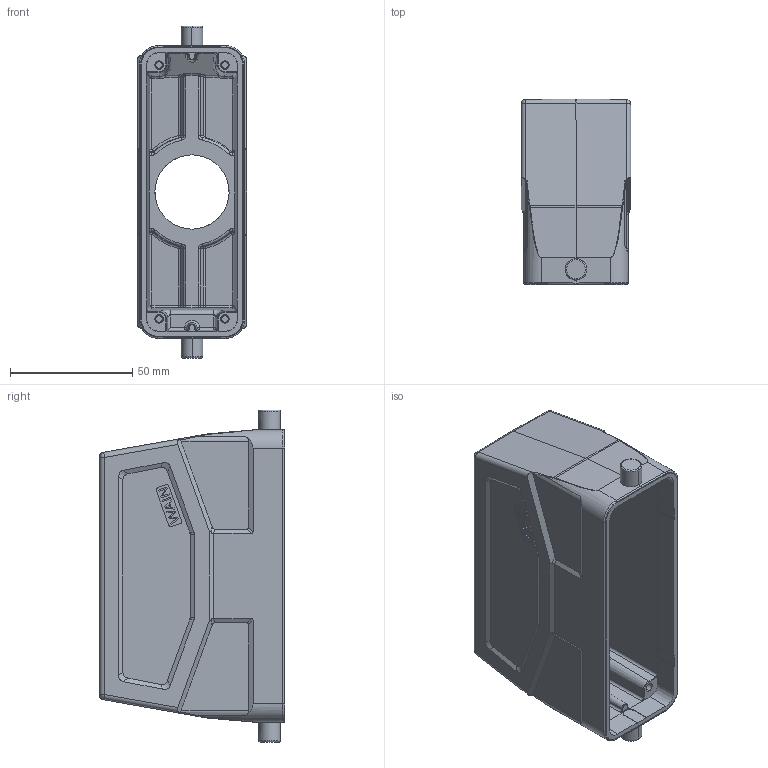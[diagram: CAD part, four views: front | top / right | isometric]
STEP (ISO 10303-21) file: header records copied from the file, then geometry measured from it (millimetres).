
FILE_DESCRIPTION((''),'2;1');
FILE_NAME('3D_1111244105001_W24B-TEH-2B-M3','2017-06-07T',('sh.ye'),(''),'PRO/ENGINEER BY PARAMETRIC TECHNOLOGY CORPORATION, 2010180','PRO/ENGINEER BY PARAMETRIC TECHNOLOGY CORPORATION, 2010180','');
FILE_SCHEMA(('AUTOMOTIVE_DESIGN { 1 0 10303 214 1 1 1 1 }'));
Length unit declared in the file: millimetre
Products named in the file (1): 3D_1111244105001_W24B-TEH-2B-M3
Bounding box: 45 x 76 x 136 mm (x, y, z)
Volume: 99160.9 mm3; surface area: 52771.3 mm2
Topology: 1 solids, 1 shells, 510 faces, 1313 edges, 804 vertices
Faces by surface type: plane 215, cylinder 152, bspline 58, torus 28, sphere 23, extrusion 20, cone 14
Entity records: 19008 total; most frequent: CARTESIAN_POINT 7236, ORIENTED_EDGE 2580, DIRECTION 2129, EDGE_CURVE 1290, VERTEX_POINT 804, VECTOR 715, AXIS2_PLACEMENT_3D 707, LINE 695
